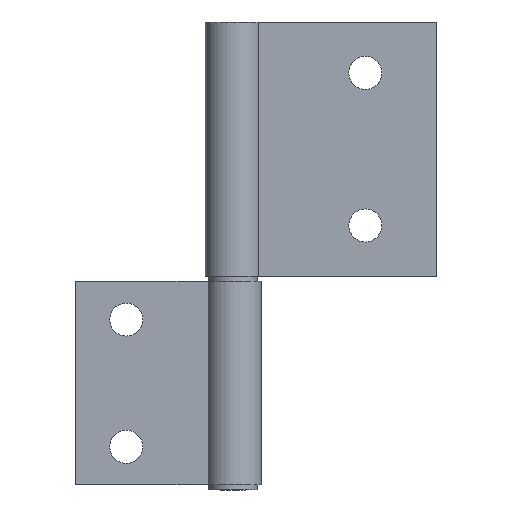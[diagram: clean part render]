
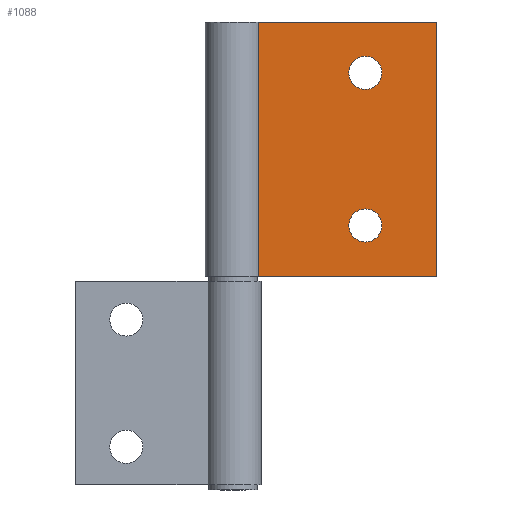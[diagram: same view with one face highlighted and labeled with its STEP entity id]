
A CAD part, front view. The second image highlights one B-rep face of the part: STEP entity #1088.
In plain terms, the highlighted planar face has unit normal (0, -1, 0).
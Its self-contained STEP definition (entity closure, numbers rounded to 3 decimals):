
#147 = VERTEX_POINT ( 'NONE', #1535 ) ;
#158 = VERTEX_POINT ( 'NONE', #1546 ) ;
#161 = VERTEX_POINT ( 'NONE', #1549 ) ;
#230 = EDGE_LOOP ( 'NONE', ( #528, #525 ) ) ;
#231 = EDGE_LOOP ( 'NONE', ( #529, #523 ) ) ;
#232 = EDGE_LOOP ( 'NONE', ( #526, #522, #524, #520 ) ) ;
#356 = PLANE ( 'NONE',  #1764 ) ;
#357 = CARTESIAN_POINT ( 'NONE',  ( 4.899, -2.5, 25. ) ) ;
#358 = DIRECTION ( 'NONE',  ( 0., 1., 0. ) ) ;
#359 = DIRECTION ( 'NONE',  ( 0., 0., 1. ) ) ;
#472 = CARTESIAN_POINT ( 'NONE',  ( 26., -2.5, -15. ) ) ;
#473 = DIRECTION ( 'NONE',  ( 0., 1., 0. ) ) ;
#474 = DIRECTION ( 'NONE',  ( 0., 0., 1. ) ) ;
#498 = AXIS2_PLACEMENT_3D ( 'NONE', #472, #473, #474 ) ;
#520 = ORIENTED_EDGE ( 'NONE', *, *, #1059, .T. ) ;
#522 = ORIENTED_EDGE ( 'NONE', *, *, #1134, .F. ) ;
#523 = ORIENTED_EDGE ( 'NONE', *, *, #1034, .T. ) ;
#524 = ORIENTED_EDGE ( 'NONE', *, *, #1063, .F. ) ;
#525 = ORIENTED_EDGE ( 'NONE', *, *, #1058, .T. ) ;
#526 = ORIENTED_EDGE ( 'NONE', *, *, #1068, .T. ) ;
#528 = ORIENTED_EDGE ( 'NONE', *, *, #1129, .T. ) ;
#529 = ORIENTED_EDGE ( 'NONE', *, *, #1073, .T. ) ;
#576 = VERTEX_POINT ( 'NONE', #1552 ) ;
#577 = VERTEX_POINT ( 'NONE', #1553 ) ;
#730 = LINE ( 'NONE', #731, #848 ) ;
#731 = CARTESIAN_POINT ( 'NONE',  ( 40., -2.5, 25. ) ) ;
#732 = DIRECTION ( 'NONE',  ( 0., 0., -1. ) ) ;
#789 = CARTESIAN_POINT ( 'NONE',  ( 26., -2.5, 11.75 ) ) ;
#793 = CARTESIAN_POINT ( 'NONE',  ( 40., -2.5, -25. ) ) ;
#796 = CARTESIAN_POINT ( 'NONE',  ( 40., -2.5, 25. ) ) ;
#848 = VECTOR ( 'NONE', #732, 1000. ) ;
#939 = CIRCLE ( 'NONE', #498, 3.25 ) ;
#957 = CIRCLE ( 'NONE', #1271, 3.25 ) ;
#964 = CIRCLE ( 'NONE', #1257, 3.25 ) ;
#975 = CIRCLE ( 'NONE', #1689, 3.25 ) ;
#1034 = EDGE_CURVE ( 'NONE', #1293, #577, #975, .T. ) ;
#1058 = EDGE_CURVE ( 'NONE', #158, #576, #964, .T. ) ;
#1059 = EDGE_CURVE ( 'NONE', #161, #147, #1368, .T. ) ;
#1063 = EDGE_CURVE ( 'NONE', #161, #1300, #1380, .T. ) ;
#1068 = EDGE_CURVE ( 'NONE', #147, #1297, #1395, .T. ) ;
#1073 = EDGE_CURVE ( 'NONE', #577, #1293, #957, .T. ) ;
#1088 = ADVANCED_FACE ( 'NONE', ( #1757, #1759, #1762 ), #356, .F. ) ;
#1129 = EDGE_CURVE ( 'NONE', #576, #158, #939, .T. ) ;
#1134 = EDGE_CURVE ( 'NONE', #1300, #1297, #730, .T. ) ;
#1257 = AXIS2_PLACEMENT_3D ( 'NONE', #1364, #1365, #1366 ) ;
#1262 = VECTOR ( 'NONE', #1370, 1000. ) ;
#1266 = VECTOR ( 'NONE', #1382, 1000. ) ;
#1271 = AXIS2_PLACEMENT_3D ( 'NONE', #1406, #1410, #1411 ) ;
#1276 = VECTOR ( 'NONE', #1397, 1000. ) ;
#1293 = VERTEX_POINT ( 'NONE', #789 ) ;
#1297 = VERTEX_POINT ( 'NONE', #793 ) ;
#1300 = VERTEX_POINT ( 'NONE', #796 ) ;
#1364 = CARTESIAN_POINT ( 'NONE',  ( 26., -2.5, -15. ) ) ;
#1365 = DIRECTION ( 'NONE',  ( 0., 1., 0. ) ) ;
#1366 = DIRECTION ( 'NONE',  ( 0., 0., 1. ) ) ;
#1368 = LINE ( 'NONE', #1369, #1262 ) ;
#1369 = CARTESIAN_POINT ( 'NONE',  ( 4.899, -2.5, 25. ) ) ;
#1370 = DIRECTION ( 'NONE',  ( 0., 0., -1. ) ) ;
#1380 = LINE ( 'NONE', #1381, #1266 ) ;
#1381 = CARTESIAN_POINT ( 'NONE',  ( 4.899, -2.5, 25. ) ) ;
#1382 = DIRECTION ( 'NONE',  ( 1., 0., 0. ) ) ;
#1395 = LINE ( 'NONE', #1396, #1276 ) ;
#1396 = CARTESIAN_POINT ( 'NONE',  ( 4.899, -2.5, -25. ) ) ;
#1397 = DIRECTION ( 'NONE',  ( 1., 0., 0. ) ) ;
#1406 = CARTESIAN_POINT ( 'NONE',  ( 26., -2.5, 15. ) ) ;
#1410 = DIRECTION ( 'NONE',  ( 0., 1., 0. ) ) ;
#1411 = DIRECTION ( 'NONE',  ( 0., 0., 1. ) ) ;
#1535 = CARTESIAN_POINT ( 'NONE',  ( 4.899, -2.5, -25. ) ) ;
#1546 = CARTESIAN_POINT ( 'NONE',  ( 26., -2.5, -18.25 ) ) ;
#1549 = CARTESIAN_POINT ( 'NONE',  ( 4.899, -2.5, 25. ) ) ;
#1552 = CARTESIAN_POINT ( 'NONE',  ( 26., -2.5, -11.75 ) ) ;
#1553 = CARTESIAN_POINT ( 'NONE',  ( 26., -2.5, 18.25 ) ) ;
#1599 = CARTESIAN_POINT ( 'NONE',  ( 26., -2.5, 15. ) ) ;
#1600 = DIRECTION ( 'NONE',  ( 0., 1., 0. ) ) ;
#1601 = DIRECTION ( 'NONE',  ( 0., 0., 1. ) ) ;
#1689 = AXIS2_PLACEMENT_3D ( 'NONE', #1599, #1600, #1601 ) ;
#1757 = FACE_BOUND ( 'NONE', #230, .T. ) ;
#1759 = FACE_BOUND ( 'NONE', #231, .T. ) ;
#1762 = FACE_OUTER_BOUND ( 'NONE', #232, .T. ) ;
#1764 = AXIS2_PLACEMENT_3D ( 'NONE', #357, #358, #359 ) ;
